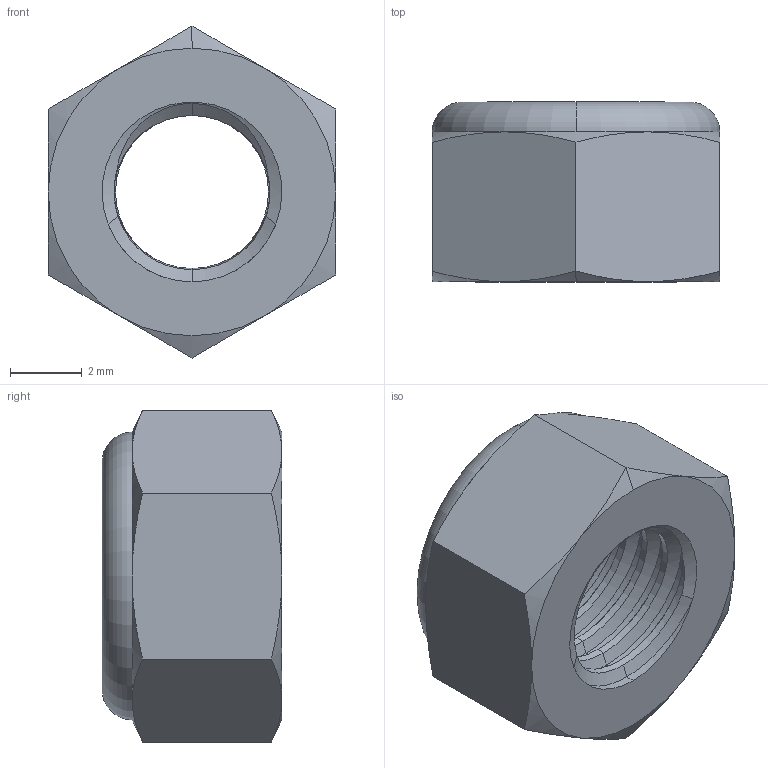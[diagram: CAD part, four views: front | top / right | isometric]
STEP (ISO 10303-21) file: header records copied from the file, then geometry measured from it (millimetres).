
FILE_DESCRIPTION (( 'STEP AP214' ), '1' );
FILE_NAME ('M5 locknut detailed.STEP', '2015-10-21T03:06:20', ( '' ), ( '' ), 'SwSTEP 2.0', 'SolidWorks 2015', '' );
FILE_SCHEMA (( 'AUTOMOTIVE_DESIGN' ));
Length unit declared in the file: millimetre
Products named in the file (1): M5 locknut detailed
Bounding box: 8 x 5 x 9.24 mm (x, y, z)
Volume: 178.6 mm3; surface area: 422.8 mm2
Topology: 2 solids, 2 shells, 84 faces, 181 edges, 103 vertices
Faces by surface type: cone 38, cylinder 28, plane 12, torus 6
Entity records: 2913 total; most frequent: CARTESIAN_POINT 1127, ORIENTED_EDGE 362, DIRECTION 360, EDGE_CURVE 181, AXIS2_PLACEMENT_3D 154, VERTEX_POINT 103, EDGE_LOOP 90, FACE_OUTER_BOUND 84
